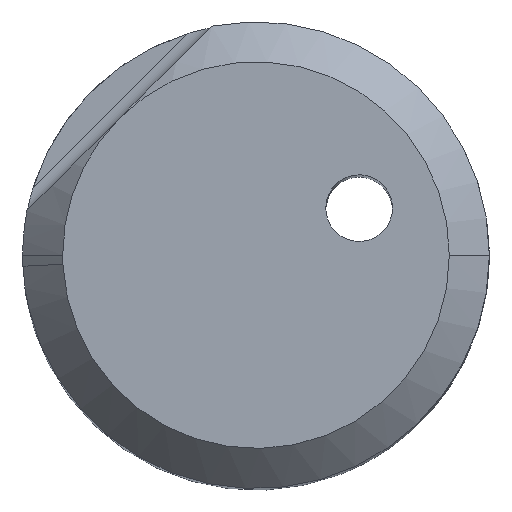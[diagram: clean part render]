
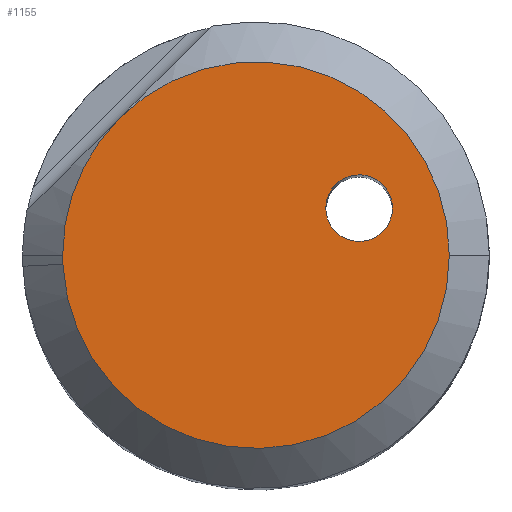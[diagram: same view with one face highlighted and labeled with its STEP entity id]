
A CAD part, top view. The second image highlights one B-rep face of the part: STEP entity #1155.
In plain terms, the highlighted planar face has unit normal (0, 0, 1).
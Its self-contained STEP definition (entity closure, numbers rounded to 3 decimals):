
#561=AXIS2_PLACEMENT_3D('Circle Axis2P3D',#559,#560,$) ;
#1115=AXIS2_PLACEMENT_3D('Plane Axis2P3D',#1112,#1113,#1114) ;
#1119=AXIS2_PLACEMENT_3D('Circle Axis2P3D',#1117,#1118,$) ;
#1128=AXIS2_PLACEMENT_3D('Circle Axis2P3D',#1126,#1127,$) ;
#1135=AXIS2_PLACEMENT_3D('Circle Axis2P3D',#1133,#1134,$) ;
#1142=AXIS2_PLACEMENT_3D('Circle Axis2P3D',#1140,#1141,$) ;
#556=CARTESIAN_POINT('Vertex',(1.06,0.817,0.)) ;
#559=CARTESIAN_POINT('Axis2P3D Location',(1.547,0.705,0.)) ;
#563=CARTESIAN_POINT('Vertex',(2.034,0.593,0.)) ;
#1094=CARTESIAN_POINT('Control Point',(1.06,0.817,0.)) ;
#1095=CARTESIAN_POINT('Control Point',(1.095,0.97,0.)) ;
#1096=CARTESIAN_POINT('Control Point',(1.19,1.109,0.)) ;
#1097=CARTESIAN_POINT('Control Point',(1.339,1.203,0.)) ;
#1098=CARTESIAN_POINT('Control Point',(1.673,1.252,0.)) ;
#1099=CARTESIAN_POINT('Control Point',(1.951,1.062,0.)) ;
#1100=CARTESIAN_POINT('Control Point',(2.044,0.913,0.)) ;
#1101=CARTESIAN_POINT('Control Point',(2.069,0.746,0.)) ;
#1102=CARTESIAN_POINT('Control Point',(2.034,0.593,0.)) ;
#1112=CARTESIAN_POINT('Axis2P3D Location',(0.,0.,0.)) ;
#1117=CARTESIAN_POINT('Axis2P3D Location',(0.,0.,0.)) ;
#1121=CARTESIAN_POINT('Vertex',(-2.051,2.051,0.)) ;
#1123=CARTESIAN_POINT('Vertex',(2.9,0.,0.)) ;
#1126=CARTESIAN_POINT('Axis2P3D Location',(0.,0.,0.)) ;
#1130=CARTESIAN_POINT('Vertex',(-2.9,0.,0.)) ;
#1133=CARTESIAN_POINT('Axis2P3D Location',(0.,0.,0.)) ;
#1137=CARTESIAN_POINT('Vertex',(-2.897,-0.137,0.)) ;
#1140=CARTESIAN_POINT('Axis2P3D Location',(0.,0.,0.)) ;
#560=DIRECTION('Axis2P3D Direction',(0.,0.,-1.)) ;
#1113=DIRECTION('Axis2P3D Direction',(0.,0.,-1.)) ;
#1114=DIRECTION('Axis2P3D XDirection',(-1.,0.,0.)) ;
#1118=DIRECTION('Axis2P3D Direction',(0.,0.,-1.)) ;
#1127=DIRECTION('Axis2P3D Direction',(0.,0.,-1.)) ;
#1134=DIRECTION('Axis2P3D Direction',(0.,0.,-1.)) ;
#1141=DIRECTION('Axis2P3D Direction',(0.,0.,-1.)) ;
#1146=ORIENTED_EDGE('',*,*,#1125,.F.) ;
#1147=ORIENTED_EDGE('',*,*,#1132,.F.) ;
#1148=ORIENTED_EDGE('',*,*,#1139,.F.) ;
#1149=ORIENTED_EDGE('',*,*,#1144,.F.) ;
#1152=ORIENTED_EDGE('',*,*,#1103,.T.) ;
#1153=ORIENTED_EDGE('',*,*,#565,.T.) ;
#1154=FACE_BOUND('',#1151,.T.) ;
#1155=ADVANCED_FACE('NOCUT',(#1150,#1154),#1116,.F.) ;
#1093=B_SPLINE_CURVE_WITH_KNOTS('',5,(#1094,#1095,#1096,#1097,#1098,#1099,#1100,#1101,#1102),.UNSPECIFIED.,.F.,.U.,(6,3,6),(-0.785,0.,0.785),.UNSPECIFIED.) ;
#562=CIRCLE('generated circle',#561,0.5) ;
#1120=CIRCLE('generated circle',#1119,2.9) ;
#1129=CIRCLE('generated circle',#1128,2.9) ;
#1136=CIRCLE('generated circle',#1135,2.9) ;
#1143=CIRCLE('generated circle',#1142,2.9) ;
#565=EDGE_CURVE('',#564,#557,#562,.T.) ;
#1103=EDGE_CURVE('',#557,#564,#1093,.T.) ;
#1125=EDGE_CURVE('',#1122,#1124,#1120,.T.) ;
#1132=EDGE_CURVE('',#1131,#1122,#1129,.T.) ;
#1139=EDGE_CURVE('',#1138,#1131,#1136,.T.) ;
#1144=EDGE_CURVE('',#1124,#1138,#1143,.T.) ;
#1145=EDGE_LOOP('',(#1146,#1147,#1148,#1149)) ;
#1151=EDGE_LOOP('',(#1152,#1153)) ;
#1150=FACE_OUTER_BOUND('',#1145,.T.) ;
#1116=PLANE('',#1115) ;
#557=VERTEX_POINT('',#556) ;
#564=VERTEX_POINT('',#563) ;
#1122=VERTEX_POINT('',#1121) ;
#1124=VERTEX_POINT('',#1123) ;
#1131=VERTEX_POINT('',#1130) ;
#1138=VERTEX_POINT('',#1137) ;
